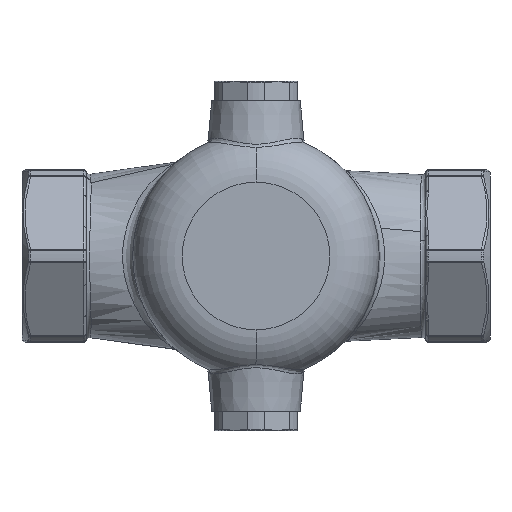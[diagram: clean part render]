
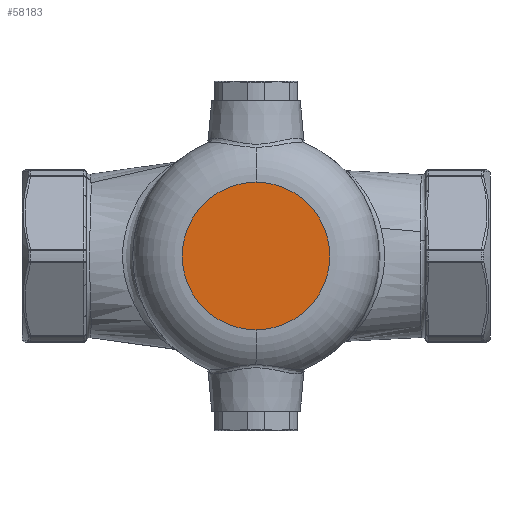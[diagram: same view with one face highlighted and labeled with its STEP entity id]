
A CAD part, front view. The second image highlights one B-rep face of the part: STEP entity #58183.
In plain terms, the highlighted planar face has unit normal (0, -1, 0).
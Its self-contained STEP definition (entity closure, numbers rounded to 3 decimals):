
#184 = CARTESIAN_POINT ( 'NONE',  ( 0., -33.5, -15. ) ) ;
#3113 = CIRCLE ( 'NONE', #77982, 15. ) ;
#4769 = EDGE_LOOP ( 'NONE', ( #26803, #14151 ) ) ;
#12958 = FACE_OUTER_BOUND ( 'NONE', #4769, .T. ) ;
#14151 = ORIENTED_EDGE ( 'NONE', *, *, #25791, .F. ) ;
#14540 = EDGE_CURVE ( 'NONE', #32741, #24326, #68304, .T. ) ;
#18159 = PLANE ( 'NONE',  #33954 ) ;
#24326 = VERTEX_POINT ( 'NONE', #74694 ) ;
#25788 = DIRECTION ( 'NONE',  ( 0., 0., -1. ) ) ;
#25791 = EDGE_CURVE ( 'NONE', #24326, #32741, #3113, .T. ) ;
#26161 = DIRECTION ( 'NONE',  ( 0., 1., 0. ) ) ;
#26803 = ORIENTED_EDGE ( 'NONE', *, *, #14540, .F. ) ;
#27761 = CARTESIAN_POINT ( 'NONE',  ( 0., -33.5, -15. ) ) ;
#29023 = AXIS2_PLACEMENT_3D ( 'NONE', #66988, #49141, #66575 ) ;
#32741 = VERTEX_POINT ( 'NONE', #27761 ) ;
#33954 = AXIS2_PLACEMENT_3D ( 'NONE', #184, #42451, #66629 ) ;
#38143 = CARTESIAN_POINT ( 'NONE',  ( 0., -33.5, 0. ) ) ;
#42451 = DIRECTION ( 'NONE',  ( 0., -1., 0. ) ) ;
#49141 = DIRECTION ( 'NONE',  ( 0., 1., 0. ) ) ;
#58183 = ADVANCED_FACE ( 'NONE', ( #12958 ), #18159, .T. ) ;
#66575 = DIRECTION ( 'NONE',  ( 0., 0., -1. ) ) ;
#66629 = DIRECTION ( 'NONE',  ( 0., 0., 1. ) ) ;
#66988 = CARTESIAN_POINT ( 'NONE',  ( 0., -33.5, 0. ) ) ;
#68304 = CIRCLE ( 'NONE', #29023, 15. ) ;
#74694 = CARTESIAN_POINT ( 'NONE',  ( 0., -33.5, 15. ) ) ;
#77982 = AXIS2_PLACEMENT_3D ( 'NONE', #38143, #26161, #25788 ) ;
